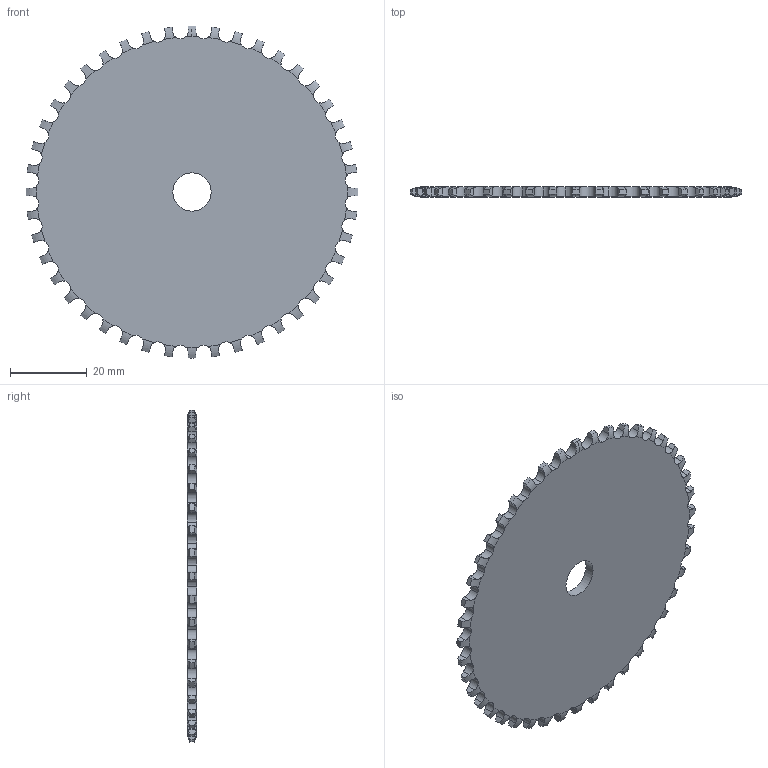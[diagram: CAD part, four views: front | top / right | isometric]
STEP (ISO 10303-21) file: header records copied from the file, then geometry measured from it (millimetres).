
FILE_DESCRIPTION(('FreeCAD Model'),'2;1');
FILE_NAME('Open CASCADE Shape Model','2022-01-09T08:55:41',('FreeCAD'),( 'FreeCAD'),'Open CASCADE STEP processor 7.4','FreeCAD','Unknown');
FILE_SCHEMA(('AUTOMOTIVE_DESIGN { 1 0 10303 214 1 1 1 1 }'));
Length unit declared in the file: millimetre
Products named in the file (1): Open CASCADE STEP translator 7.4 37
Bounding box: 86.6 x 2.6 x 86.6 mm (x, y, z)
Volume: 13697.3 mm3; surface area: 11706.3 mm2
Topology: 1 solids, 1 shells, 313 faces, 1021 edges, 710 vertices
Faces by surface type: cylinder 221, revolution 90, plane 2
Full cylindrical faces by diameter (mm): 10 x1
Entity records: 37327 total; most frequent: CARTESIAN_POINT 18979, DIRECTION 2994, ORIENTED_EDGE 2042, PCURVE 2042, DEFINITIONAL_REPRESENTATION 2042, LINE 1203, VECTOR 1203, B_SPLINE_CURVE_WITH_KNOTS 1056
